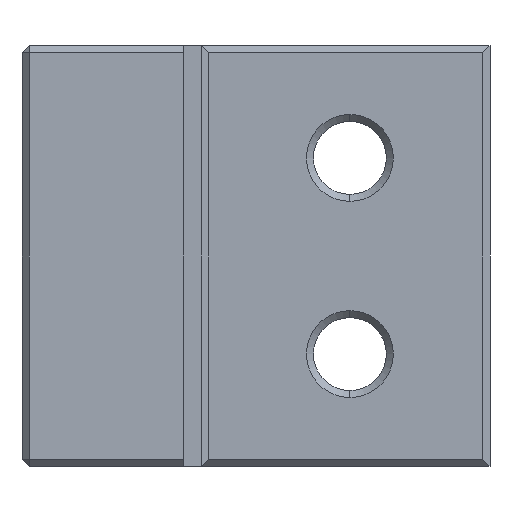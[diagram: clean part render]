
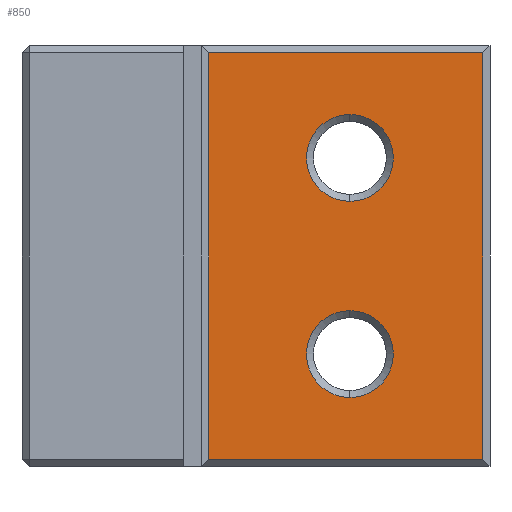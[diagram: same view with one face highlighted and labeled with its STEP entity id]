
A CAD part, left-side view. The second image highlights one B-rep face of the part: STEP entity #850.
In plain terms, the highlighted planar face has unit normal (-1, 0, 0).
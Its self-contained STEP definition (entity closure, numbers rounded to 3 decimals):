
#7 = DIRECTION ( 'NONE',  ( 1., 0., 0. ) ) ;
#16 = VERTEX_POINT ( 'NONE', #455 ) ;
#31 = CARTESIAN_POINT ( 'NONE',  ( 26.233, 9.94, 871.589 ) ) ;
#39 = CARTESIAN_POINT ( 'NONE',  ( 26.233, 9.94, 874.689 ) ) ;
#65 = CARTESIAN_POINT ( 'NONE',  ( 26.233, -0.06, 864.089 ) ) ;
#69 = EDGE_CURVE ( 'NONE', #645, #102, #126, .T. ) ;
#72 = LINE ( 'NONE', #65, #857 ) ;
#79 = CARTESIAN_POINT ( 'NONE',  ( 26.233, 9.94, 885.589 ) ) ;
#89 = AXIS2_PLACEMENT_3D ( 'NONE', #501, #661, #978 ) ;
#92 = CARTESIAN_POINT ( 'NONE',  ( 26.233, 0.44, 863.589 ) ) ;
#99 = CARTESIAN_POINT ( 'NONE',  ( 26.233, 9.94, 888.689 ) ) ;
#102 = VERTEX_POINT ( 'NONE', #953 ) ;
#105 = AXIS2_PLACEMENT_3D ( 'NONE', #601, #925, #340 ) ;
#125 = CARTESIAN_POINT ( 'NONE',  ( 26.233, 20., 893.089 ) ) ;
#126 = CIRCLE ( 'NONE', #176, 3.1 ) ;
#134 = PLANE ( 'NONE',  #105 ) ;
#169 = CARTESIAN_POINT ( 'NONE',  ( 26.233, 20., 864.089 ) ) ;
#170 = AXIS2_PLACEMENT_3D ( 'NONE', #404, #7, #637 ) ;
#176 = AXIS2_PLACEMENT_3D ( 'NONE', #31, #190, #565 ) ;
#189 = EDGE_CURVE ( 'NONE', #16, #901, #594, .T. ) ;
#190 = DIRECTION ( 'NONE',  ( 1., 0., 0. ) ) ;
#233 = CARTESIAN_POINT ( 'NONE',  ( 26.233, 20., 863.589 ) ) ;
#236 = FACE_BOUND ( 'NONE', #444, .T. ) ;
#310 = VECTOR ( 'NONE', #617, 1000. ) ;
#334 = CARTESIAN_POINT ( 'NONE',  ( 26.233, 20., 893.089 ) ) ;
#340 = DIRECTION ( 'NONE',  ( 0., 0., 1. ) ) ;
#356 = EDGE_CURVE ( 'NONE', #880, #901, #598, .T. ) ;
#364 = CIRCLE ( 'NONE', #170, 3.1 ) ;
#382 = DIRECTION ( 'NONE',  ( 0., -1., 0. ) ) ;
#395 = EDGE_CURVE ( 'NONE', #463, #483, #710, .T. ) ;
#404 = CARTESIAN_POINT ( 'NONE',  ( 26.233, 9.94, 871.589 ) ) ;
#417 = ORIENTED_EDGE ( 'NONE', *, *, #395, .T. ) ;
#428 = ORIENTED_EDGE ( 'NONE', *, *, #720, .T. ) ;
#444 = EDGE_LOOP ( 'NONE', ( #1014, #417 ) ) ;
#455 = CARTESIAN_POINT ( 'NONE',  ( 26.233, 0.44, 893.089 ) ) ;
#463 = VERTEX_POINT ( 'NONE', #690 ) ;
#468 = DIRECTION ( 'NONE',  ( 1., 0., 0. ) ) ;
#483 = VERTEX_POINT ( 'NONE', #99 ) ;
#501 = CARTESIAN_POINT ( 'NONE',  ( 26.233, 9.94, 885.589 ) ) ;
#529 = ORIENTED_EDGE ( 'NONE', *, *, #876, .T. ) ;
#543 = FACE_OUTER_BOUND ( 'NONE', #621, .T. ) ;
#556 = ORIENTED_EDGE ( 'NONE', *, *, #189, .T. ) ;
#565 = DIRECTION ( 'NONE',  ( 0., 0., 1. ) ) ;
#566 = ORIENTED_EDGE ( 'NONE', *, *, #867, .T. ) ;
#568 = ORIENTED_EDGE ( 'NONE', *, *, #69, .T. ) ;
#574 = EDGE_CURVE ( 'NONE', #483, #463, #673, .T. ) ;
#587 = CARTESIAN_POINT ( 'NONE',  ( 26.233, 0.44, 864.089 ) ) ;
#594 = LINE ( 'NONE', #125, #729 ) ;
#598 = LINE ( 'NONE', #233, #310 ) ;
#601 = CARTESIAN_POINT ( 'NONE',  ( 26.233, 20., 863.589 ) ) ;
#617 = DIRECTION ( 'NONE',  ( 0., 0., 1. ) ) ;
#621 = EDGE_LOOP ( 'NONE', ( #920, #428, #529, #556 ) ) ;
#627 = LINE ( 'NONE', #92, #822 ) ;
#637 = DIRECTION ( 'NONE',  ( 0., 0., 1. ) ) ;
#645 = VERTEX_POINT ( 'NONE', #39 ) ;
#661 = DIRECTION ( 'NONE',  ( 1., 0., 0. ) ) ;
#673 = CIRCLE ( 'NONE', #89, 3.1 ) ;
#690 = CARTESIAN_POINT ( 'NONE',  ( 26.233, 9.94, 882.489 ) ) ;
#695 = VERTEX_POINT ( 'NONE', #587 ) ;
#710 = CIRCLE ( 'NONE', #794, 3.1 ) ;
#717 = DIRECTION ( 'NONE',  ( 0., 0., 1. ) ) ;
#720 = EDGE_CURVE ( 'NONE', #880, #695, #72, .T. ) ;
#729 = VECTOR ( 'NONE', #917, 1000. ) ;
#794 = AXIS2_PLACEMENT_3D ( 'NONE', #79, #468, #941 ) ;
#811 = EDGE_LOOP ( 'NONE', ( #568, #566 ) ) ;
#822 = VECTOR ( 'NONE', #717, 1000. ) ;
#850 = ADVANCED_FACE ( 'NONE', ( #938, #236, #543 ), #134, .T. ) ;
#857 = VECTOR ( 'NONE', #382, 1000. ) ;
#867 = EDGE_CURVE ( 'NONE', #102, #645, #364, .T. ) ;
#876 = EDGE_CURVE ( 'NONE', #695, #16, #627, .T. ) ;
#880 = VERTEX_POINT ( 'NONE', #169 ) ;
#901 = VERTEX_POINT ( 'NONE', #334 ) ;
#917 = DIRECTION ( 'NONE',  ( 0., 1., 0. ) ) ;
#920 = ORIENTED_EDGE ( 'NONE', *, *, #356, .F. ) ;
#925 = DIRECTION ( 'NONE',  ( -1., 0., 0. ) ) ;
#938 = FACE_BOUND ( 'NONE', #811, .T. ) ;
#941 = DIRECTION ( 'NONE',  ( 0., 0., 1. ) ) ;
#953 = CARTESIAN_POINT ( 'NONE',  ( 26.233, 9.94, 868.489 ) ) ;
#978 = DIRECTION ( 'NONE',  ( 0., 0., 1. ) ) ;
#1014 = ORIENTED_EDGE ( 'NONE', *, *, #574, .T. ) ;
